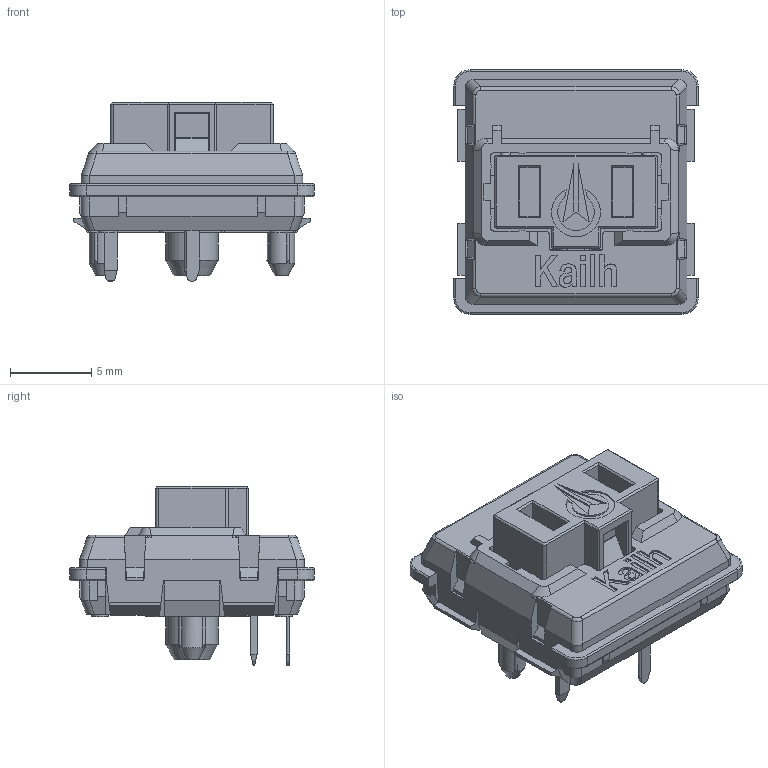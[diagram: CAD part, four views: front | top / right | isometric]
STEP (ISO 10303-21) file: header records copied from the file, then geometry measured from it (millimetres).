
FILE_DESCRIPTION(('FreeCAD Model'),'2;1');
FILE_NAME('Open CASCADE Shape Model','2023-05-24T17:24:42',(''),(''), 'Open CASCADE STEP processor 7.6','FreeCAD','Unknown');
FILE_SCHEMA(('AUTOMOTIVE_DESIGN { 1 0 10303 214 1 1 1 1 }'));
Length unit declared in the file: millimetre
Products named in the file (8): brown; bottom_stabilizer001; contact001; pin003; pin004; stem_stabilizer_tactile; top_stabilizer001; stabilizer001
Assembly tree (7 placements, depth 2):
  brown
    bottom_stabilizer001
    contact001
    pin003
    pin004
    stem_stabilizer_tactile
    top_stabilizer001
    stabilizer001
Bounding box: 15 x 15 x 11 mm (x, y, z)
Volume: 645.6 mm3; surface area: 2114 mm2
Topology: 7 solids, 7 shells, 974 faces, 2571 edges, 1615 vertices
Faces by surface type: plane 603, cylinder 194, extrusion 64, torus 48, bspline 32, cone 19, sphere 14
Full cylindrical faces by diameter (mm): 0.6 x3, 1 x4, 1.7 x1, 1.8 x1, 2.7 x1, 3.2 x1, 4 x1
Entity records: 30621 total; most frequent: CARTESIAN_POINT 6496, ORIENTED_EDGE 5118, DIRECTION 4689, EDGE_CURVE 2559, VECTOR 1963, LINE 1899, VERTEX_POINT 1615, AXIS2_PLACEMENT_3D 1363
